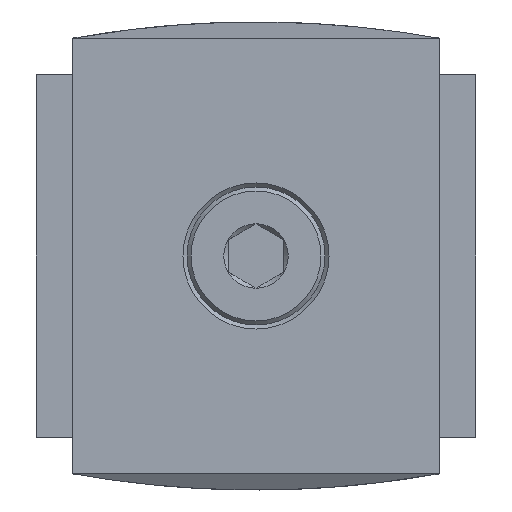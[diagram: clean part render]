
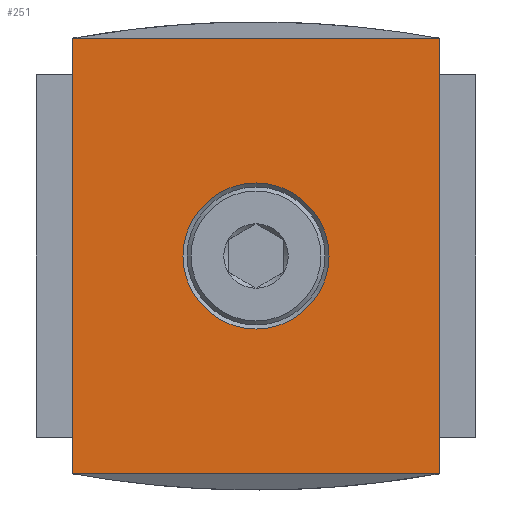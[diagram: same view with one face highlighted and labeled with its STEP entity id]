
A CAD part, front view. The second image highlights one B-rep face of the part: STEP entity #251.
In plain terms, the highlighted planar face has unit normal (0, -1, 0).
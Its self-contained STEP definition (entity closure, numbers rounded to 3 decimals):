
#251 = ADVANCED_FACE( '', ( #729, #730 ), #731, .F. );
#729 = FACE_BOUND( '', #1349, .T. );
#730 = FACE_OUTER_BOUND( '', #1350, .T. );
#731 = PLANE( '', #1351 );
#1349 = EDGE_LOOP( '', ( #2924 ) );
#1350 = EDGE_LOOP( '', ( #2925, #2926, #2927, #2928 ) );
#1351 = AXIS2_PLACEMENT_3D( '', #2929, #2930, #2931 );
#2924 = ORIENTED_EDGE( '', *, *, #4123, .F. );
#2925 = ORIENTED_EDGE( '', *, *, #4124, .F. );
#2926 = ORIENTED_EDGE( '', *, *, #4117, .T. );
#2927 = ORIENTED_EDGE( '', *, *, #4125, .F. );
#2928 = ORIENTED_EDGE( '', *, *, #4119, .T. );
#2929 = CARTESIAN_POINT( '', ( 0., -37.5, 116.435 ) );
#2930 = DIRECTION( '', ( 0., 1., 0. ) );
#2931 = DIRECTION( '', ( 0., 0., 1. ) );
#4117 = EDGE_CURVE( '', #5070, #5071, #5072, .T. );
#4119 = EDGE_CURVE( '', #5074, #5075, #5076, .T. );
#4123 = EDGE_CURVE( '', #5080, #5080, #5081, .T. );
#4124 = EDGE_CURVE( '', #5070, #5075, #5082, .T. );
#4125 = EDGE_CURVE( '', #5074, #5071, #5083, .T. );
#5070 = VERTEX_POINT( '', #6484 );
#5071 = VERTEX_POINT( '', #6485 );
#5072 = LINE( '', #6486, #6487 );
#5074 = VERTEX_POINT( '', #6489 );
#5075 = VERTEX_POINT( '', #6490 );
#5076 = LINE( '', #6491, #6492 );
#5080 = VERTEX_POINT( '', #6498 );
#5081 = CIRCLE( '', #6499, 10.478 );
#5082 = LINE( '', #6500, #6501 );
#5083 = LINE( '', #6502, #6503 );
#6484 = CARTESIAN_POINT( '', ( -26.25, -37.5, -31.25 ) );
#6485 = CARTESIAN_POINT( '', ( 26.25, -37.5, -31.25 ) );
#6486 = CARTESIAN_POINT( '', ( 0., -37.5, -31.25 ) );
#6487 = VECTOR( '', #7821, 1000. );
#6489 = CARTESIAN_POINT( '', ( 26.25, -37.5, 31.25 ) );
#6490 = CARTESIAN_POINT( '', ( -26.25, -37.5, 31.25 ) );
#6491 = CARTESIAN_POINT( '', ( 0., -37.5, 31.25 ) );
#6492 = VECTOR( '', #7825, 1000. );
#6498 = CARTESIAN_POINT( '', ( 0., -37.5, -10.478 ) );
#6499 = AXIS2_PLACEMENT_3D( '', #7831, #7832, #7833 );
#6500 = CARTESIAN_POINT( '', ( -26.25, -37.5, -31.25 ) );
#6501 = VECTOR( '', #7834, 1000. );
#6502 = CARTESIAN_POINT( '', ( 26.25, -37.5, 31.25 ) );
#6503 = VECTOR( '', #7835, 1000. );
#7821 = DIRECTION( '', ( 1., 0., 0. ) );
#7825 = DIRECTION( '', ( -1., 0., 0. ) );
#7831 = CARTESIAN_POINT( '', ( 0., -37.5, 0. ) );
#7832 = DIRECTION( '', ( 0., -1., 0. ) );
#7833 = DIRECTION( '', ( 0., 0., -1. ) );
#7834 = DIRECTION( '', ( 0., 0., 1. ) );
#7835 = DIRECTION( '', ( 0., 0., -1. ) );
